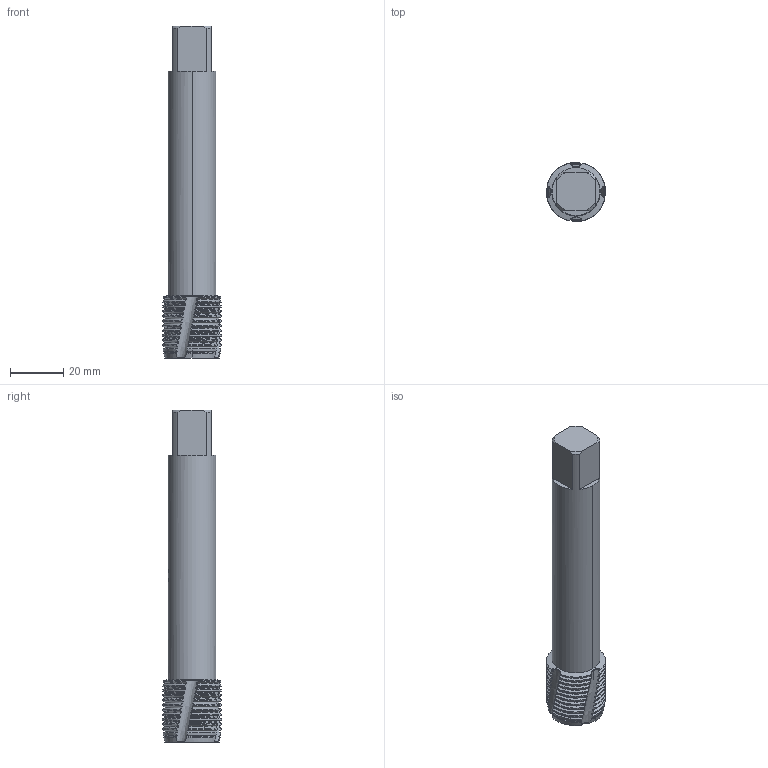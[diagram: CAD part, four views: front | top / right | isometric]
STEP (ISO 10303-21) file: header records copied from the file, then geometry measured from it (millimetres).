
FILE_DESCRIPTION(('no description'),'unknown implementation level');
FILE_NAME('solidU4U7bJobXrnBwrEstKisXLJEuRg_1.STP',' ',('CIM GmbH Aachen'),('CADClick - KiM GmbH - www.kimweb.de'),'unknown preprocess','ACIS','unknown authorization');
FILE_SCHEMA(('automotive_design'));
Length unit declared in the file: millimetre
Products named in the file (2): 1; 2
Bounding box: 22.23 x 22.23 x 125 mm (x, y, z)
Volume: 33014.9 mm3; surface area: 11395.2 mm2
Topology: 2 solids, 2 shells, 301 faces, 865 edges, 568 vertices
Faces by surface type: cone 144, cylinder 128, plane 17, bspline 8, revolution 4
Entity records: 24256 total; most frequent: CARTESIAN_POINT 7379, STYLED_ITEM 1736, PRESENTATION_STYLE_ASSIGNMENT 1736, COLOUR_RGB 1736, ORIENTED_EDGE 1730, DIRECTION 1315, EDGE_CURVE 865, CURVE_STYLE 865
